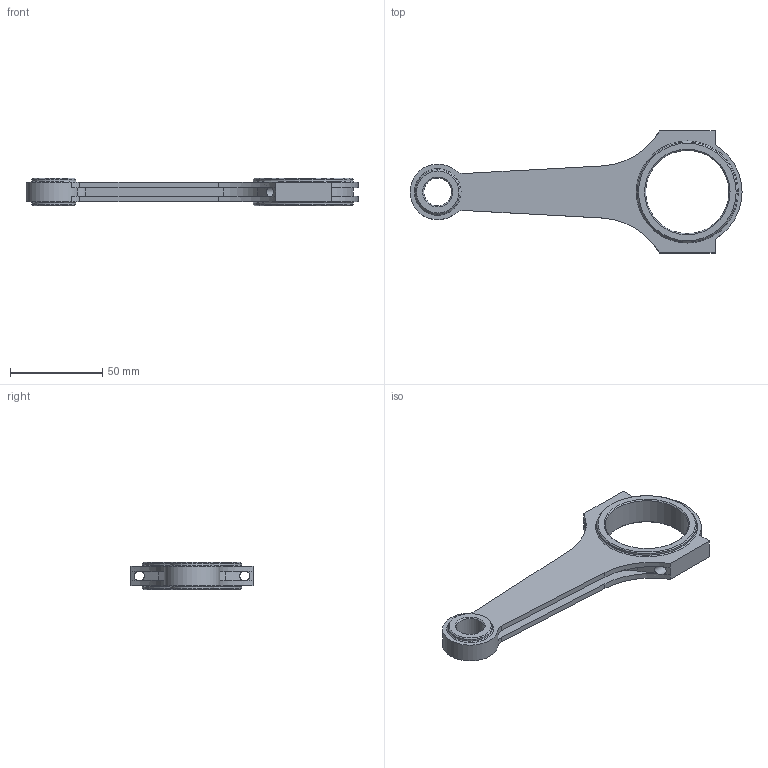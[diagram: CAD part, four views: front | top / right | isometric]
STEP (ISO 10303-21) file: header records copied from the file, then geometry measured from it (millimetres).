
FILE_DESCRIPTION(/* description */ (''),/* implementation_level */ '2;1');
FILE_NAME(/* name */ '5f75e549a0b26415d3a3d74b',/* time_stamp */ '2020-10-01T14:18:50+00:00',/* author */ (''),/* organization */ (''),/* preprocessor_version */ 'ST-DEVELOPER v16.7',/* originating_system */ $,/* authorisation */ $);
FILE_SCHEMA (('AUTOMOTIVE_DESIGN {1 0 10303 214 3 1 1}'));
Length unit declared in the file: metre
Products named in the file (1): Rod
Bounding box: 179.58 x 66 x 15 mm (x, y, z)
Volume: 44244 mm3; surface area: 20680 mm2
Topology: 1 solids, 1 shells, 66 faces, 170 edges, 108 vertices
Faces by surface type: cylinder 28, plane 26, cone 12
Full cylindrical faces by diameter (mm): 5.4 x2, 15 x1, 24 x2, 45 x1, 54 x2
Entity records: 2127 total; most frequent: CARTESIAN_POINT 506, DIRECTION 348, ORIENTED_EDGE 300, EDGE_CURVE 150, AXIS2_PLACEMENT_3D 141, VERTEX_POINT 108, EDGE_LOOP 96, FACE_BOUND 96
